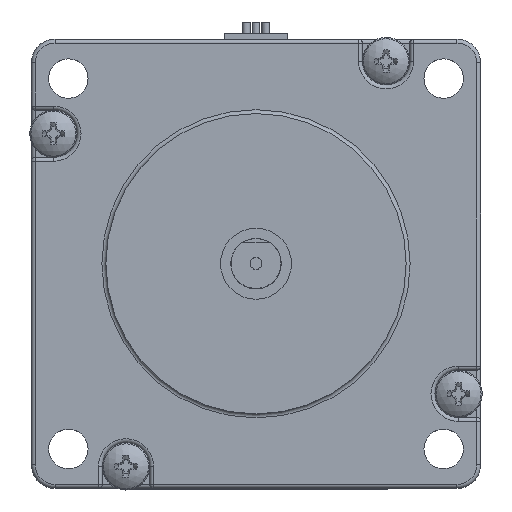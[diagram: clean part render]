
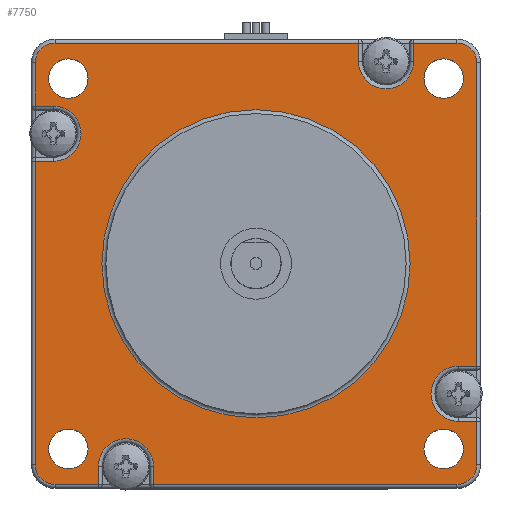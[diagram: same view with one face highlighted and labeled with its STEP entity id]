
A CAD part, top view. The second image highlights one B-rep face of the part: STEP entity #7750.
In plain terms, the highlighted planar face has unit normal (0, 0, 1).
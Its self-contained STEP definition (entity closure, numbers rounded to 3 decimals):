
#104=FACE_BOUND('',#933,.T.);
#105=FACE_BOUND('',#934,.T.);
#106=FACE_BOUND('',#935,.T.);
#107=FACE_BOUND('',#936,.T.);
#108=FACE_BOUND('',#937,.T.);
#142=PLANE('',#8345);
#462=FACE_OUTER_BOUND('',#932,.T.);
#932=EDGE_LOOP('',(#5534,#5535,#5536,#5537,#5538,#5539,#5540,#5541,#5542,
#5543,#5544,#5545,#5546,#5547,#5548,#5549,#5550,#5551,#5552,#5553,#5554,
#5555,#5556,#5557));
#933=EDGE_LOOP('',(#5558));
#934=EDGE_LOOP('',(#5559));
#935=EDGE_LOOP('',(#5560));
#936=EDGE_LOOP('',(#5561));
#937=EDGE_LOOP('',(#5562));
#1361=CIRCLE('',#8344,19.55);
#1362=CIRCLE('',#8346,3.5);
#1363=CIRCLE('',#8347,2.5);
#1364=CIRCLE('',#8348,3.5);
#1365=CIRCLE('',#8349,2.5);
#1366=CIRCLE('',#8350,3.5);
#1367=CIRCLE('',#8351,2.5);
#1368=CIRCLE('',#8352,3.5);
#1369=CIRCLE('',#8353,2.5);
#1370=CIRCLE('',#8354,2.5);
#1371=CIRCLE('',#8355,2.5);
#1372=CIRCLE('',#8356,2.5);
#1373=CIRCLE('',#8357,2.5);
#2144=LINE('',#15270,#2622);
#2145=LINE('',#15274,#2623);
#2146=LINE('',#15276,#2624);
#2147=LINE('',#15280,#2625);
#2148=LINE('',#15282,#2626);
#2149=LINE('',#15286,#2627);
#2150=LINE('',#15288,#2628);
#2151=LINE('',#15292,#2629);
#2152=LINE('',#15294,#2630);
#2153=LINE('',#15298,#2631);
#2154=LINE('',#15300,#2632);
#2155=LINE('',#15304,#2633);
#2156=LINE('',#15306,#2634);
#2157=LINE('',#15310,#2635);
#2158=LINE('',#15312,#2636);
#2159=LINE('',#15315,#2637);
#2622=VECTOR('',#9539,10.);
#2623=VECTOR('',#9542,10.);
#2624=VECTOR('',#9543,10.);
#2625=VECTOR('',#9546,10.);
#2626=VECTOR('',#9547,10.);
#2627=VECTOR('',#9550,10.);
#2628=VECTOR('',#9551,10.);
#2629=VECTOR('',#9554,10.);
#2630=VECTOR('',#9555,10.);
#2631=VECTOR('',#9558,10.);
#2632=VECTOR('',#9559,10.);
#2633=VECTOR('',#9562,10.);
#2634=VECTOR('',#9563,10.);
#2635=VECTOR('',#9566,10.);
#2636=VECTOR('',#9567,10.);
#2637=VECTOR('',#9570,10.);
#3269=VERTEX_POINT('',#15264);
#3270=VERTEX_POINT('',#15268);
#3271=VERTEX_POINT('',#15269);
#3272=VERTEX_POINT('',#15271);
#3273=VERTEX_POINT('',#15273);
#3274=VERTEX_POINT('',#15275);
#3275=VERTEX_POINT('',#15277);
#3276=VERTEX_POINT('',#15279);
#3277=VERTEX_POINT('',#15281);
#3278=VERTEX_POINT('',#15283);
#3279=VERTEX_POINT('',#15285);
#3280=VERTEX_POINT('',#15287);
#3281=VERTEX_POINT('',#15289);
#3282=VERTEX_POINT('',#15291);
#3283=VERTEX_POINT('',#15293);
#3284=VERTEX_POINT('',#15295);
#3285=VERTEX_POINT('',#15297);
#3286=VERTEX_POINT('',#15299);
#3287=VERTEX_POINT('',#15301);
#3288=VERTEX_POINT('',#15303);
#3289=VERTEX_POINT('',#15305);
#3290=VERTEX_POINT('',#15307);
#3291=VERTEX_POINT('',#15309);
#3292=VERTEX_POINT('',#15311);
#3293=VERTEX_POINT('',#15313);
#3294=VERTEX_POINT('',#15316);
#3295=VERTEX_POINT('',#15318);
#3296=VERTEX_POINT('',#15320);
#3297=VERTEX_POINT('',#15322);
#4169=EDGE_CURVE('',#3269,#3269,#1361,.T.);
#4170=EDGE_CURVE('',#3270,#3271,#2144,.T.);
#4171=EDGE_CURVE('',#3272,#3270,#1362,.T.);
#4172=EDGE_CURVE('',#3273,#3272,#2145,.T.);
#4173=EDGE_CURVE('',#3274,#3273,#2146,.T.);
#4174=EDGE_CURVE('',#3275,#3274,#1363,.T.);
#4175=EDGE_CURVE('',#3276,#3275,#2147,.T.);
#4176=EDGE_CURVE('',#3277,#3276,#2148,.T.);
#4177=EDGE_CURVE('',#3278,#3277,#1364,.T.);
#4178=EDGE_CURVE('',#3279,#3278,#2149,.T.);
#4179=EDGE_CURVE('',#3280,#3279,#2150,.T.);
#4180=EDGE_CURVE('',#3281,#3280,#1365,.T.);
#4181=EDGE_CURVE('',#3282,#3281,#2151,.T.);
#4182=EDGE_CURVE('',#3283,#3282,#2152,.T.);
#4183=EDGE_CURVE('',#3284,#3283,#1366,.T.);
#4184=EDGE_CURVE('',#3285,#3284,#2153,.T.);
#4185=EDGE_CURVE('',#3286,#3285,#2154,.T.);
#4186=EDGE_CURVE('',#3287,#3286,#1367,.T.);
#4187=EDGE_CURVE('',#3288,#3287,#2155,.T.);
#4188=EDGE_CURVE('',#3289,#3288,#2156,.T.);
#4189=EDGE_CURVE('',#3290,#3289,#1368,.T.);
#4190=EDGE_CURVE('',#3291,#3290,#2157,.T.);
#4191=EDGE_CURVE('',#3292,#3291,#2158,.T.);
#4192=EDGE_CURVE('',#3293,#3292,#1369,.T.);
#4193=EDGE_CURVE('',#3271,#3293,#2159,.T.);
#4194=EDGE_CURVE('',#3294,#3294,#1370,.T.);
#4195=EDGE_CURVE('',#3295,#3295,#1371,.T.);
#4196=EDGE_CURVE('',#3296,#3296,#1372,.T.);
#4197=EDGE_CURVE('',#3297,#3297,#1373,.T.);
#5534=ORIENTED_EDGE('',*,*,#4170,.F.);
#5535=ORIENTED_EDGE('',*,*,#4171,.F.);
#5536=ORIENTED_EDGE('',*,*,#4172,.F.);
#5537=ORIENTED_EDGE('',*,*,#4173,.F.);
#5538=ORIENTED_EDGE('',*,*,#4174,.F.);
#5539=ORIENTED_EDGE('',*,*,#4175,.F.);
#5540=ORIENTED_EDGE('',*,*,#4176,.F.);
#5541=ORIENTED_EDGE('',*,*,#4177,.F.);
#5542=ORIENTED_EDGE('',*,*,#4178,.F.);
#5543=ORIENTED_EDGE('',*,*,#4179,.F.);
#5544=ORIENTED_EDGE('',*,*,#4180,.F.);
#5545=ORIENTED_EDGE('',*,*,#4181,.F.);
#5546=ORIENTED_EDGE('',*,*,#4182,.F.);
#5547=ORIENTED_EDGE('',*,*,#4183,.F.);
#5548=ORIENTED_EDGE('',*,*,#4184,.F.);
#5549=ORIENTED_EDGE('',*,*,#4185,.F.);
#5550=ORIENTED_EDGE('',*,*,#4186,.F.);
#5551=ORIENTED_EDGE('',*,*,#4187,.F.);
#5552=ORIENTED_EDGE('',*,*,#4188,.F.);
#5553=ORIENTED_EDGE('',*,*,#4189,.F.);
#5554=ORIENTED_EDGE('',*,*,#4190,.F.);
#5555=ORIENTED_EDGE('',*,*,#4191,.F.);
#5556=ORIENTED_EDGE('',*,*,#4192,.F.);
#5557=ORIENTED_EDGE('',*,*,#4193,.F.);
#5558=ORIENTED_EDGE('',*,*,#4194,.T.);
#5559=ORIENTED_EDGE('',*,*,#4195,.T.);
#5560=ORIENTED_EDGE('',*,*,#4196,.T.);
#5561=ORIENTED_EDGE('',*,*,#4197,.T.);
#5562=ORIENTED_EDGE('',*,*,#4169,.F.);
#7750=ADVANCED_FACE('',(#462,#104,#105,#106,#107,#108),#142,.T.);
#8344=AXIS2_PLACEMENT_3D('',#15266,#9535,#9536);
#8345=AXIS2_PLACEMENT_3D('',#15267,#9537,#9538);
#8346=AXIS2_PLACEMENT_3D('',#15272,#9540,#9541);
#8347=AXIS2_PLACEMENT_3D('',#15278,#9544,#9545);
#8348=AXIS2_PLACEMENT_3D('',#15284,#9548,#9549);
#8349=AXIS2_PLACEMENT_3D('',#15290,#9552,#9553);
#8350=AXIS2_PLACEMENT_3D('',#15296,#9556,#9557);
#8351=AXIS2_PLACEMENT_3D('',#15302,#9560,#9561);
#8352=AXIS2_PLACEMENT_3D('',#15308,#9564,#9565);
#8353=AXIS2_PLACEMENT_3D('',#15314,#9568,#9569);
#8354=AXIS2_PLACEMENT_3D('',#15317,#9571,#9572);
#8355=AXIS2_PLACEMENT_3D('',#15319,#9573,#9574);
#8356=AXIS2_PLACEMENT_3D('',#15321,#9575,#9576);
#8357=AXIS2_PLACEMENT_3D('',#15323,#9577,#9578);
#9535=DIRECTION('center_axis',(0.,0.,1.));
#9536=DIRECTION('ref_axis',(-1.,0.,0.));
#9537=DIRECTION('center_axis',(0.,0.,1.));
#9538=DIRECTION('ref_axis',(1.,0.,0.));
#9539=DIRECTION('',(0.,1.,0.));
#9540=DIRECTION('center_axis',(0.,0.,1.));
#9541=DIRECTION('ref_axis',(0.,-1.,0.));
#9542=DIRECTION('',(0.,-1.,0.));
#9543=DIRECTION('',(1.,0.,0.));
#9544=DIRECTION('center_axis',(0.,0.,-1.));
#9545=DIRECTION('ref_axis',(-0.707,0.707,0.));
#9546=DIRECTION('',(0.,1.,0.));
#9547=DIRECTION('',(-1.,0.,0.));
#9548=DIRECTION('center_axis',(0.,0.,1.));
#9549=DIRECTION('ref_axis',(1.,0.,0.));
#9550=DIRECTION('',(1.,0.,0.));
#9551=DIRECTION('',(0.,1.,0.));
#9552=DIRECTION('center_axis',(0.,0.,-1.));
#9553=DIRECTION('ref_axis',(-0.707,-0.707,0.));
#9554=DIRECTION('',(-1.,0.,0.));
#9555=DIRECTION('',(0.,-1.,0.));
#9556=DIRECTION('center_axis',(0.,0.,1.));
#9557=DIRECTION('ref_axis',(0.,1.,0.));
#9558=DIRECTION('',(0.,1.,0.));
#9559=DIRECTION('',(-1.,0.,0.));
#9560=DIRECTION('center_axis',(0.,0.,-1.));
#9561=DIRECTION('ref_axis',(0.707,-0.707,0.));
#9562=DIRECTION('',(0.,-1.,0.));
#9563=DIRECTION('',(1.,0.,0.));
#9564=DIRECTION('center_axis',(0.,0.,1.));
#9565=DIRECTION('ref_axis',(-1.,0.,0.));
#9566=DIRECTION('',(-1.,0.,0.));
#9567=DIRECTION('',(0.,-1.,0.));
#9568=DIRECTION('center_axis',(0.,0.,-1.));
#9569=DIRECTION('ref_axis',(0.707,0.707,0.));
#9570=DIRECTION('',(1.,0.,0.));
#9571=DIRECTION('center_axis',(0.,0.,-1.));
#9572=DIRECTION('ref_axis',(-1.,0.,0.));
#9573=DIRECTION('center_axis',(0.,0.,-1.));
#9574=DIRECTION('ref_axis',(-1.,0.,0.));
#9575=DIRECTION('center_axis',(0.,0.,-1.));
#9576=DIRECTION('ref_axis',(-1.,0.,0.));
#9577=DIRECTION('center_axis',(0.,0.,-1.));
#9578=DIRECTION('ref_axis',(-1.,0.,0.));
#15264=CARTESIAN_POINT('',(19.55,0.,0.));
#15266=CARTESIAN_POINT('Origin',(0.,0.,0.));
#15267=CARTESIAN_POINT('Origin',(0.,0.,0.));
#15268=CARTESIAN_POINT('',(20.,25.7,0.));
#15269=CARTESIAN_POINT('',(20.,28.,0.));
#15270=CARTESIAN_POINT('',(20.,14.25,0.));
#15271=CARTESIAN_POINT('',(13.,25.7,0.));
#15272=CARTESIAN_POINT('Origin',(16.5,25.7,0.));
#15273=CARTESIAN_POINT('',(13.,28.,0.));
#15274=CARTESIAN_POINT('',(13.,12.85,0.));
#15275=CARTESIAN_POINT('',(-25.5,28.,0.));
#15276=CARTESIAN_POINT('',(-14.25,28.,0.));
#15277=CARTESIAN_POINT('',(-28.,25.5,0.));
#15278=CARTESIAN_POINT('Origin',(-25.5,25.5,0.));
#15279=CARTESIAN_POINT('',(-28.,20.,0.));
#15280=CARTESIAN_POINT('',(-28.,-14.25,0.));
#15281=CARTESIAN_POINT('',(-25.7,20.,0.));
#15282=CARTESIAN_POINT('',(-14.25,20.,0.));
#15283=CARTESIAN_POINT('',(-25.7,13.,0.));
#15284=CARTESIAN_POINT('Origin',(-25.7,16.5,0.));
#15285=CARTESIAN_POINT('',(-28.,13.,0.));
#15286=CARTESIAN_POINT('',(-12.85,13.,0.));
#15287=CARTESIAN_POINT('',(-28.,-25.5,0.));
#15288=CARTESIAN_POINT('',(-28.,-14.25,0.));
#15289=CARTESIAN_POINT('',(-25.5,-28.,0.));
#15290=CARTESIAN_POINT('Origin',(-25.5,-25.5,0.));
#15291=CARTESIAN_POINT('',(-20.,-28.,0.));
#15292=CARTESIAN_POINT('',(14.25,-28.,0.));
#15293=CARTESIAN_POINT('',(-20.,-25.7,0.));
#15294=CARTESIAN_POINT('',(-20.,-14.25,0.));
#15295=CARTESIAN_POINT('',(-13.,-25.7,0.));
#15296=CARTESIAN_POINT('Origin',(-16.5,-25.7,0.));
#15297=CARTESIAN_POINT('',(-13.,-28.,0.));
#15298=CARTESIAN_POINT('',(-13.,-12.85,0.));
#15299=CARTESIAN_POINT('',(25.5,-28.,0.));
#15300=CARTESIAN_POINT('',(14.25,-28.,0.));
#15301=CARTESIAN_POINT('',(28.,-25.5,0.));
#15302=CARTESIAN_POINT('Origin',(25.5,-25.5,0.));
#15303=CARTESIAN_POINT('',(28.,-20.,0.));
#15304=CARTESIAN_POINT('',(28.,14.25,0.));
#15305=CARTESIAN_POINT('',(25.7,-20.,0.));
#15306=CARTESIAN_POINT('',(14.25,-20.,0.));
#15307=CARTESIAN_POINT('',(25.7,-13.,0.));
#15308=CARTESIAN_POINT('Origin',(25.7,-16.5,0.));
#15309=CARTESIAN_POINT('',(28.,-13.,0.));
#15310=CARTESIAN_POINT('',(12.85,-13.,0.));
#15311=CARTESIAN_POINT('',(28.,25.5,0.));
#15312=CARTESIAN_POINT('',(28.,14.25,0.));
#15313=CARTESIAN_POINT('',(25.5,28.,0.));
#15314=CARTESIAN_POINT('Origin',(25.5,25.5,0.));
#15315=CARTESIAN_POINT('',(-14.25,28.,0.));
#15316=CARTESIAN_POINT('',(26.303,23.5,0.));
#15317=CARTESIAN_POINT('Origin',(23.803,23.5,0.));
#15318=CARTESIAN_POINT('',(26.303,-23.5,0.));
#15319=CARTESIAN_POINT('Origin',(23.803,-23.5,0.));
#15320=CARTESIAN_POINT('',(-21.303,23.5,0.));
#15321=CARTESIAN_POINT('Origin',(-23.803,23.5,0.));
#15322=CARTESIAN_POINT('',(-21.303,-23.5,0.));
#15323=CARTESIAN_POINT('Origin',(-23.803,-23.5,0.));
